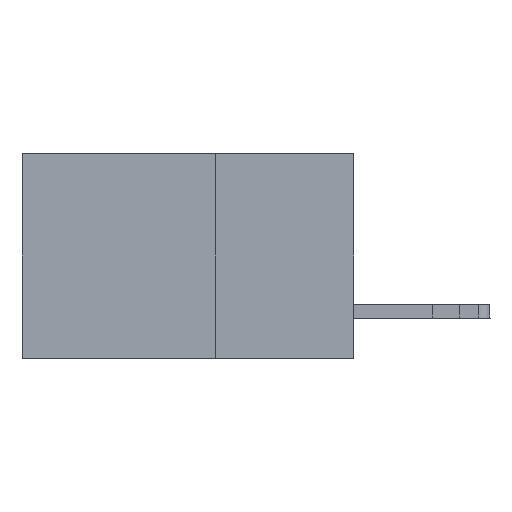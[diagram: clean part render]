
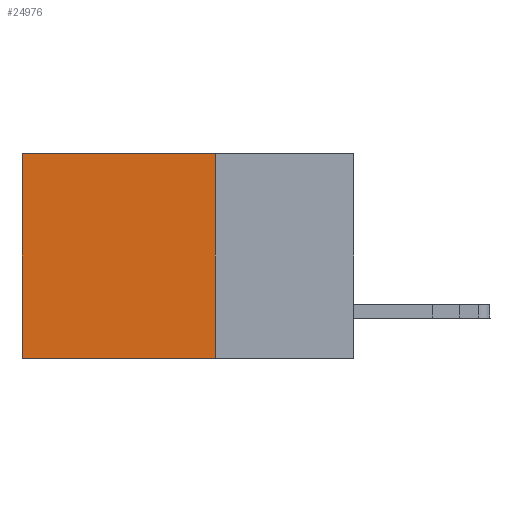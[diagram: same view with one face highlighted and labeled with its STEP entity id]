
A CAD part, left-side view. The second image highlights one B-rep face of the part: STEP entity #24976.
In plain terms, the highlighted planar face has unit normal (-1, 0, 0).
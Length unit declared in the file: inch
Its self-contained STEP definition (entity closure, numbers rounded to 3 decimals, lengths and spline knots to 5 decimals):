
#252 = VERTEX_POINT ( 'NONE', #24451 ) ;
#334 = ORIENTED_EDGE ( 'NONE', *, *, #4521, .F. ) ;
#851 = VERTEX_POINT ( 'NONE', #12807 ) ;
#1646 = DIRECTION ( 'NONE',  ( 0., 1., 0. ) ) ;
#2173 = ORIENTED_EDGE ( 'NONE', *, *, #5746, .T. ) ;
#3560 = LINE ( 'NONE', #4121, #7362 ) ;
#3660 = LINE ( 'NONE', #4701, #29239 ) ;
#4121 = CARTESIAN_POINT ( 'NONE',  ( 0.2875, 0.25, -0.37 ) ) ;
#4521 = EDGE_CURVE ( 'NONE', #252, #10306, #26380, .T. ) ;
#4701 = CARTESIAN_POINT ( 'NONE',  ( 0.2875, 0.6, 0. ) ) ;
#4904 = ORIENTED_EDGE ( 'NONE', *, *, #6154, .T. ) ;
#5081 = FACE_OUTER_BOUND ( 'NONE', #22819, .T. ) ;
#5746 = EDGE_CURVE ( 'NONE', #252, #851, #12497, .T. ) ;
#6154 = EDGE_CURVE ( 'NONE', #851, #17014, #3660, .T. ) ;
#6467 = DIRECTION ( 'NONE',  ( 0., 1., 0. ) ) ;
#7306 = EDGE_CURVE ( 'NONE', #10306, #17014, #3560, .T. ) ;
#7362 = VECTOR ( 'NONE', #6467, 39.37008 ) ;
#7533 = CARTESIAN_POINT ( 'NONE',  ( 0.2875, 0.25, 0. ) ) ;
#10128 = AXIS2_PLACEMENT_3D ( 'NONE', #23887, #21277, #24001 ) ;
#10306 = VERTEX_POINT ( 'NONE', #21091 ) ;
#12041 = VECTOR ( 'NONE', #1646, 39.37008 ) ;
#12497 = LINE ( 'NONE', #15213, #12041 ) ;
#12807 = CARTESIAN_POINT ( 'NONE',  ( 0.2875, 0.6, 0. ) ) ;
#12922 = DIRECTION ( 'NONE',  ( 0., 0., -1. ) ) ;
#13138 = PLANE ( 'NONE',  #10128 ) ;
#15213 = CARTESIAN_POINT ( 'NONE',  ( 0.2875, 0.25, 0. ) ) ;
#17014 = VERTEX_POINT ( 'NONE', #21337 ) ;
#19189 = VECTOR ( 'NONE', #12922, 39.37008 ) ;
#21091 = CARTESIAN_POINT ( 'NONE',  ( 0.2875, 0.25, -0.37 ) ) ;
#21277 = DIRECTION ( 'NONE',  ( 1., 0., 0. ) ) ;
#21337 = CARTESIAN_POINT ( 'NONE',  ( 0.2875, 0.6, -0.37 ) ) ;
#22819 = EDGE_LOOP ( 'NONE', ( #4904, #34599, #334, #2173 ) ) ;
#23085 = DIRECTION ( 'NONE',  ( 0., 0., -1. ) ) ;
#23887 = CARTESIAN_POINT ( 'NONE',  ( 0.2875, 0.25, 0. ) ) ;
#24001 = DIRECTION ( 'NONE',  ( 0., 0., -1. ) ) ;
#24451 = CARTESIAN_POINT ( 'NONE',  ( 0.2875, 0.25, 0. ) ) ;
#24976 = ADVANCED_FACE ( 'NONE', ( #5081 ), #13138, .F. ) ;
#26380 = LINE ( 'NONE', #7533, #19189 ) ;
#29239 = VECTOR ( 'NONE', #23085, 39.37008 ) ;
#34599 = ORIENTED_EDGE ( 'NONE', *, *, #7306, .F. ) ;
